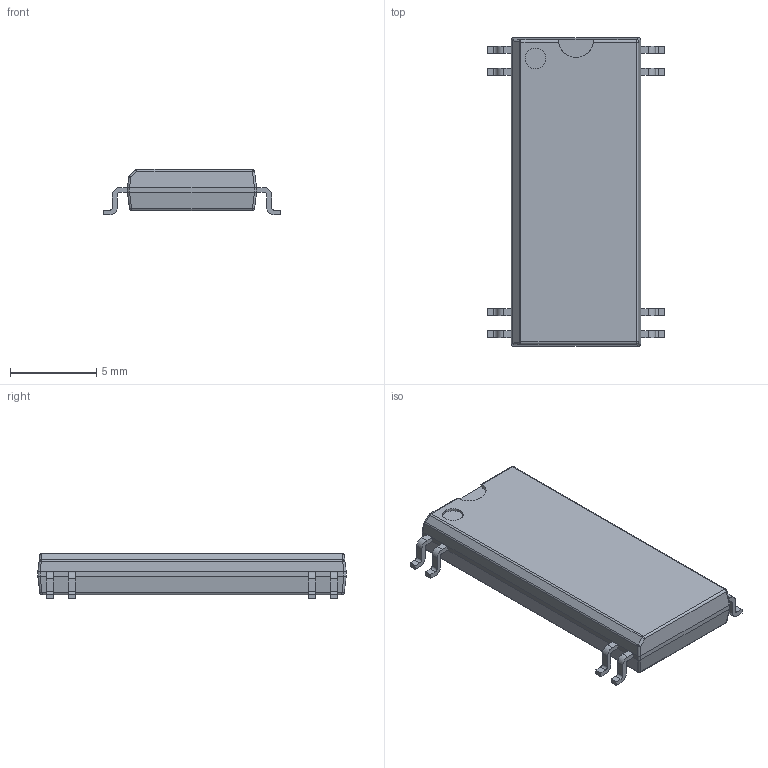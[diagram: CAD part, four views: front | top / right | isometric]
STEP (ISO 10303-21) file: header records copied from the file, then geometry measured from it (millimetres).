
FILE_DESCRIPTION((''),'2;1');
FILE_NAME('DVA0008A_ASM','2016-07-01T',('a0412086'),(''),'CREO PARAMETRIC BY PTC INC, 2016050','CREO PARAMETRIC BY PTC INC, 2016050','');
FILE_SCHEMA(('AUTOMOTIVE_DESIGN { 1 0 10303 214 1 1 1 1 }'));
Length unit declared in the file: millimetre
Products named in the file (3): BODY; LEAD; DVA0008A_ASM
Assembly tree (9 placements, depth 2):
  DVA0008A_ASM
    BODY
    LEAD  x8
Bounding box: 10.33 x 17.9 x 2.65 mm (x, y, z)
Volume: 316.4 mm3; surface area: 400.1 mm2
Topology: 9 solids, 9 shells, 166 faces, 395 edges, 248 vertices
Faces by surface type: plane 97, cylinder 59, sphere 10
Entity records: 3099 total; most frequent: CARTESIAN_POINT 390, DIRECTION 335, ORIENTED_EDGE 286, PRESENTATION_STYLE_ASSIGNMENT 145, STYLED_ITEM 145, CURVE_STYLE 143, EDGE_CURVE 143, PROPERTY_DEFINITION 137
